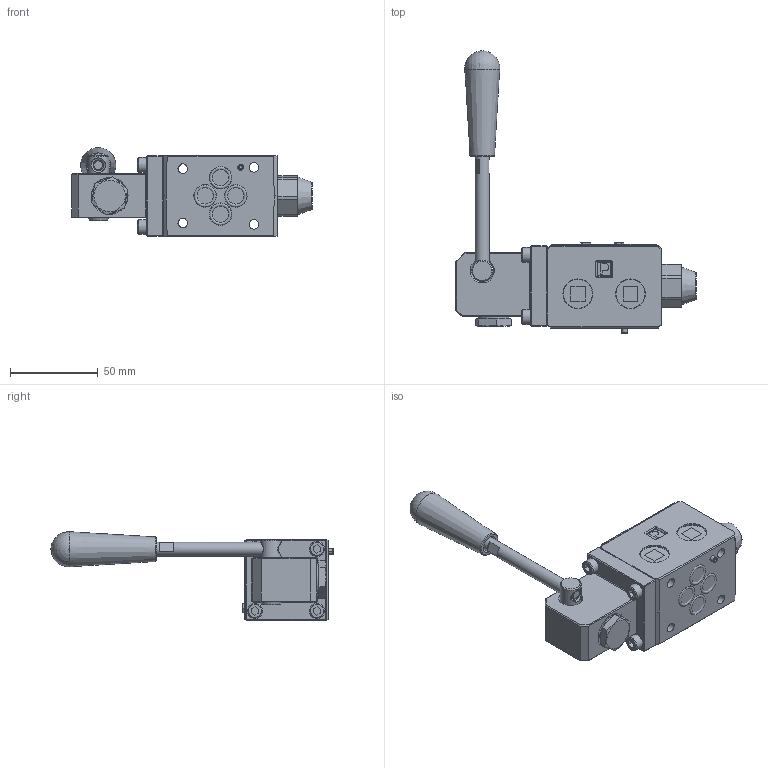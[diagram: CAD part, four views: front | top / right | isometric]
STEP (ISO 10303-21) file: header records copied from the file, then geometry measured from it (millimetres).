
FILE_DESCRIPTION(/* description */ (''),/* implementation_level */ '2;1');
FILE_NAME(/* name */ 'Continental Hydraulics-VMD03M-MBP.stp',/* time_stamp */ '2012-12-29T17:04:09+01:00',/* author */ ('WH'),/* organization */ (''),/* preprocessor_version */ 'ST-DEVELOPER v15',/* originating_system */ 'Autodesk Inventor 2014',/* authorisation */ '');
FILE_SCHEMA (('AUTOMOTIVE_DESIGN { 1 0 10303 214 3 1 1 }'));
Length unit declared in the file: millimetre
Products named in the file (1): Continental Hydraulics-VMD03M-DEFAULT
Bounding box: 136.95 x 160.88 x 50.49 mm (x, y, z)
Volume: 214894.2 mm3; surface area: 49300.6 mm2
Topology: 19 solids, 19 shells, 349 faces, 803 edges, 522 vertices
Faces by surface type: plane 193, cylinder 78, cone 50, bspline 15, torus 12, sphere 1
Full cylindrical faces by diameter (mm): 3 x1, 3.759 x2, 5.5 x6, 6 x2, 8 x1, 8.3 x2, 8.5 x4, 9 x4, 10 x1, 10.173 x4, 11.975 x2, 12.067 x1, 17 x2, 18 x1, 26 x1
Entity records: 28456 total; most frequent: CARTESIAN_POINT 20665, DIRECTION 1506, ORIENTED_EDGE 1418, EDGE_CURVE 709, AXIS2_PLACEMENT_3D 566, VERTEX_POINT 501, EDGE_LOOP 484, LINE 374
